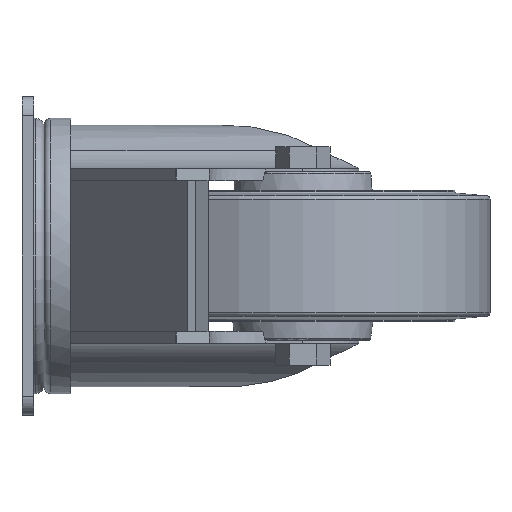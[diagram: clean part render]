
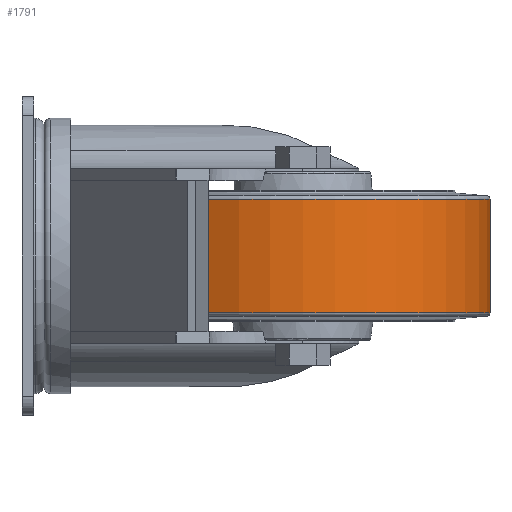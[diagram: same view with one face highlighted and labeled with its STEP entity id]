
A CAD part, left-side view. The second image highlights one B-rep face of the part: STEP entity #1791.
In plain terms, the highlighted cylindrical face has radius 50 mm (diameter 100 mm), a full revolution.
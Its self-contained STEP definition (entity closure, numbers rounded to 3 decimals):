
#95=CYLINDRICAL_SURFACE('',#1986,50.);
#162=CIRCLE('',#1985,50.);
#163=CIRCLE('',#1987,50.);
#625=ORIENTED_EDGE('',*,*,#885,.T.);
#626=ORIENTED_EDGE('',*,*,#884,.F.);
#884=EDGE_CURVE('',#1059,#1059,#162,.T.);
#885=EDGE_CURVE('',#1060,#1060,#163,.T.);
#1059=VERTEX_POINT('',#3084);
#1060=VERTEX_POINT('',#3087);
#1471=EDGE_LOOP('',(#625));
#1472=EDGE_LOOP('',(#626));
#1618=FACE_BOUND('',#1471,.T.);
#1619=FACE_BOUND('',#1472,.T.);
#1791=ADVANCED_FACE('',(#1618,#1619),#95,.T.);
#1985=AXIS2_PLACEMENT_3D('',#3083,#2478,#2479);
#1986=AXIS2_PLACEMENT_3D('',#3085,#2480,#2481);
#1987=AXIS2_PLACEMENT_3D('',#3086,#2482,#2483);
#2478=DIRECTION('',(0.,0.,-1.));
#2479=DIRECTION('',(-1.,0.,0.));
#2480=DIRECTION('',(0.,0.,-1.));
#2481=DIRECTION('',(-1.,0.,0.));
#2482=DIRECTION('',(0.,0.,-1.));
#2483=DIRECTION('',(-1.,0.,0.));
#3083=CARTESIAN_POINT('',(0.,0.,-15.12));
#3084=CARTESIAN_POINT('',(-50.,0.,-15.12));
#3085=CARTESIAN_POINT('',(0.,0.,-22.5));
#3086=CARTESIAN_POINT('',(0.,0.,15.12));
#3087=CARTESIAN_POINT('',(-50.,0.,15.12));
